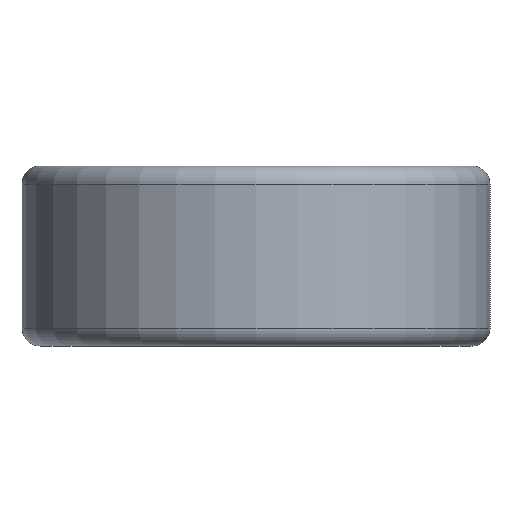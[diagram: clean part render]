
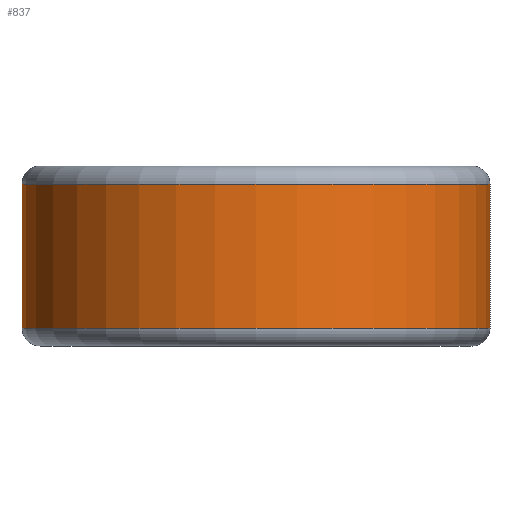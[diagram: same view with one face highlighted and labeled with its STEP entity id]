
A CAD part, front view. The second image highlights one B-rep face of the part: STEP entity #837.
In plain terms, the highlighted cylindrical face has radius 6.5 mm (diameter 13 mm), a full revolution.
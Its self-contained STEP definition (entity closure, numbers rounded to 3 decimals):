
#19=LINE('',#2627,#25);
#25=VECTOR('',#1096,6.5);
#31=CYLINDRICAL_SURFACE('',#930,6.5);
#72=FACE_OUTER_BOUND('',#113,.T.);
#113=EDGE_LOOP('',(#666,#667,#668,#669,#670,#671));
#154=CIRCLE('',#895,6.5);
#155=CIRCLE('',#896,6.5);
#160=CIRCLE('',#903,6.5);
#161=CIRCLE('',#904,6.5);
#317=VERTEX_POINT('',#1475);
#318=VERTEX_POINT('',#1477);
#322=VERTEX_POINT('',#1489);
#323=VERTEX_POINT('',#1490);
#422=EDGE_CURVE('',#318,#317,#154,.T.);
#423=EDGE_CURVE('',#317,#318,#155,.T.);
#428=EDGE_CURVE('',#322,#323,#160,.T.);
#429=EDGE_CURVE('',#323,#322,#161,.T.);
#484=EDGE_CURVE('',#322,#318,#19,.T.);
#666=ORIENTED_EDGE('',*,*,#428,.T.);
#667=ORIENTED_EDGE('',*,*,#429,.T.);
#668=ORIENTED_EDGE('',*,*,#484,.T.);
#669=ORIENTED_EDGE('',*,*,#422,.T.);
#670=ORIENTED_EDGE('',*,*,#423,.T.);
#671=ORIENTED_EDGE('',*,*,#484,.F.);
#837=ADVANCED_FACE('',(#72),#31,.T.);
#895=AXIS2_PLACEMENT_3D('',#1478,#1024,#1025);
#896=AXIS2_PLACEMENT_3D('',#1479,#1026,#1027);
#903=AXIS2_PLACEMENT_3D('',#1491,#1040,#1041);
#904=AXIS2_PLACEMENT_3D('',#1492,#1042,#1043);
#930=AXIS2_PLACEMENT_3D('',#2626,#1094,#1095);
#1024=DIRECTION('center_axis',(0.,0.,-1.));
#1025=DIRECTION('ref_axis',(1.,0.,0.));
#1026=DIRECTION('center_axis',(0.,0.,-1.));
#1027=DIRECTION('ref_axis',(1.,0.,0.));
#1040=DIRECTION('center_axis',(0.,0.,1.));
#1041=DIRECTION('ref_axis',(1.,0.,0.));
#1042=DIRECTION('center_axis',(0.,0.,1.));
#1043=DIRECTION('ref_axis',(1.,0.,0.));
#1094=DIRECTION('center_axis',(0.,0.,-1.));
#1095=DIRECTION('ref_axis',(-1.,0.,0.));
#1096=DIRECTION('',(0.,0.,1.));
#1475=CARTESIAN_POINT('',(-6.5,0.,2.));
#1477=CARTESIAN_POINT('',(6.5,0.,2.));
#1478=CARTESIAN_POINT('Origin',(0.,0.,2.));
#1479=CARTESIAN_POINT('Origin',(0.,0.,2.));
#1489=CARTESIAN_POINT('',(6.5,0.,-2.));
#1490=CARTESIAN_POINT('',(-6.5,0.,-2.));
#1491=CARTESIAN_POINT('Origin',(0.,0.,-2.));
#1492=CARTESIAN_POINT('Origin',(0.,0.,-2.));
#2626=CARTESIAN_POINT('Origin',(0.,0.,2.5));
#2627=CARTESIAN_POINT('',(6.5,0.,2.5));
